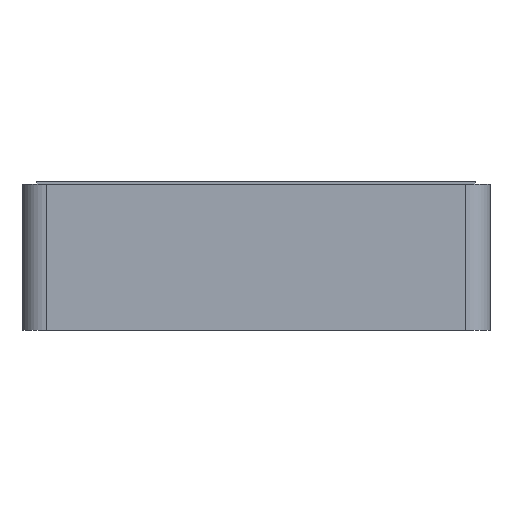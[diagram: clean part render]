
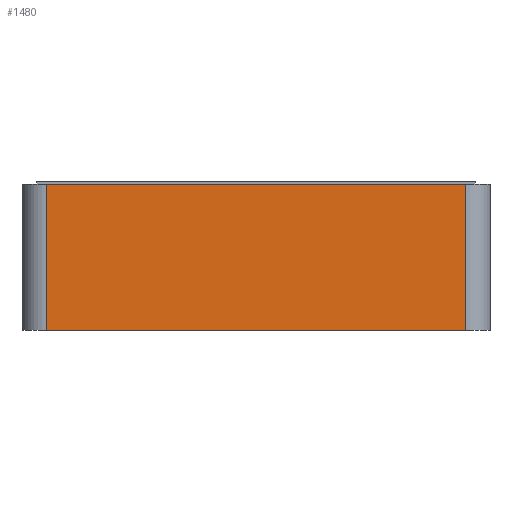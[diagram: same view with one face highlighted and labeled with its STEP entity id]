
A CAD part, front view. The second image highlights one B-rep face of the part: STEP entity #1480.
In plain terms, the highlighted planar face has unit normal (0, -1, 0).
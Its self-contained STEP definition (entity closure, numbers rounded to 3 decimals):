
#162=DIRECTION('',(-1.,0.,0.));
#163=VECTOR('',#162,17.2);
#164=CARTESIAN_POINT('',(8.6,-29.95,0.));
#165=LINE('',#164,#163);
#219=DIRECTION('',(0.,0.,1.));
#220=VECTOR('',#219,6.);
#221=CARTESIAN_POINT('',(8.6,-29.95,0.));
#222=LINE('',#221,#220);
#231=DIRECTION('',(0.,0.,-1.));
#232=VECTOR('',#231,6.);
#233=CARTESIAN_POINT('',(-8.6,-29.95,6.));
#234=LINE('',#233,#232);
#256=DIRECTION('',(-1.,0.,0.));
#257=VECTOR('',#256,17.2);
#258=CARTESIAN_POINT('',(8.6,-29.95,6.));
#259=LINE('',#258,#257);
#955=CARTESIAN_POINT('',(-8.6,-29.95,0.));
#956=VERTEX_POINT('',#955);
#957=CARTESIAN_POINT('',(-8.6,-29.95,6.));
#958=VERTEX_POINT('',#957);
#959=CARTESIAN_POINT('',(8.6,-29.95,0.));
#960=VERTEX_POINT('',#959);
#961=CARTESIAN_POINT('',(8.6,-29.95,6.));
#962=VERTEX_POINT('',#961);
#1467=CARTESIAN_POINT('',(0.,-29.95,3.));
#1468=DIRECTION('',(0.,1.,0.));
#1469=DIRECTION('',(-1.,0.,0.));
#1470=AXIS2_PLACEMENT_3D('',#1467,#1468,#1469);
#1471=PLANE('',#1470);
#1473=ORIENTED_EDGE('',*,*,#1472,.F.);
#1475=ORIENTED_EDGE('',*,*,#1474,.F.);
#1476=ORIENTED_EDGE('',*,*,#1447,.F.);
#1477=ORIENTED_EDGE('',*,*,#1311,.T.);
#1478=EDGE_LOOP('',(#1473,#1475,#1476,#1477));
#1479=FACE_OUTER_BOUND('',#1478,.F.);
#1480=ADVANCED_FACE('',(#1479),#1471,.F.);
#1311=EDGE_CURVE('',#960,#956,#165,.T.);
#1447=EDGE_CURVE('',#960,#962,#222,.T.);
#1472=EDGE_CURVE('',#958,#956,#234,.T.);
#1474=EDGE_CURVE('',#962,#958,#259,.T.);
